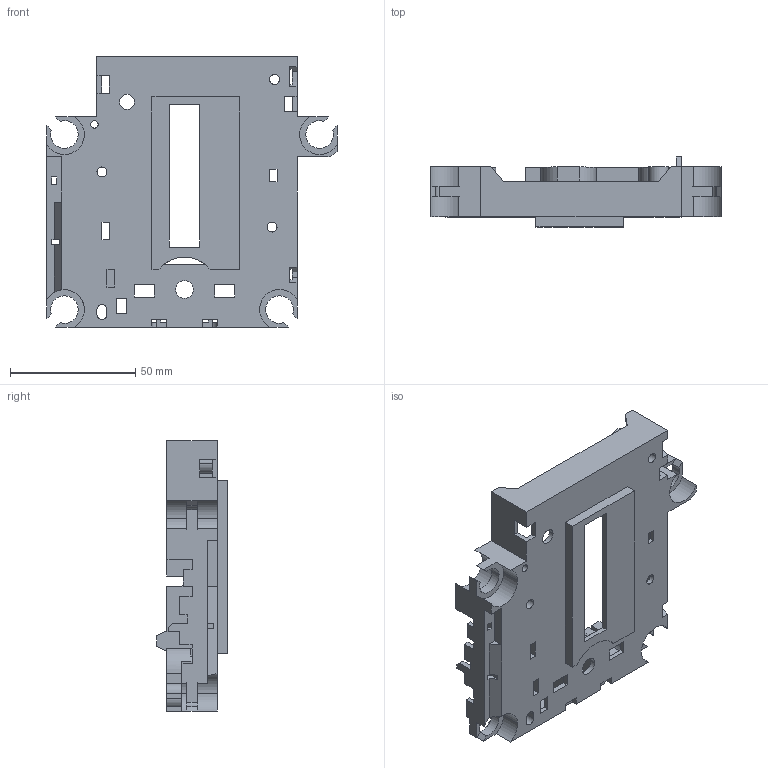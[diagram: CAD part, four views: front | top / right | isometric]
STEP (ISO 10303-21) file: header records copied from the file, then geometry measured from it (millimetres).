
FILE_DESCRIPTION(('produced by SPATIAL CORP'),'2;1');
FILE_NAME( 'cd_mech_shell_.prt.hh.sat.stp','2002-04-19T14:10:00+00:00',('SPATIAL CORP'),('SPATIAL CORP'), 'ACIS STEP Husk','http://www.spatial.com','SPATIAL CORP');
FILE_SCHEMA(('CONFIG_CONTROL_DESIGN'));
Length unit declared in the file: millimetre
Products named in the file (1): PRODUCT_ID_1
Bounding box: 116 x 28 x 108 mm (x, y, z)
Volume: 38138.8 mm3; surface area: 40562 mm2
Topology: 1 solids, 1 shells, 295 faces, 915 edges, 606 vertices
Faces by surface type: plane 214, cylinder 81
Entity records: 9971 total; most frequent: ORIENTED_EDGE 1830, CARTESIAN_POINT 1750, DIRECTION 1540, EDGE_CURVE 915, VECTOR 748, LINE 748, VERTEX_POINT 606, AXIS2_PLACEMENT_3D 396
